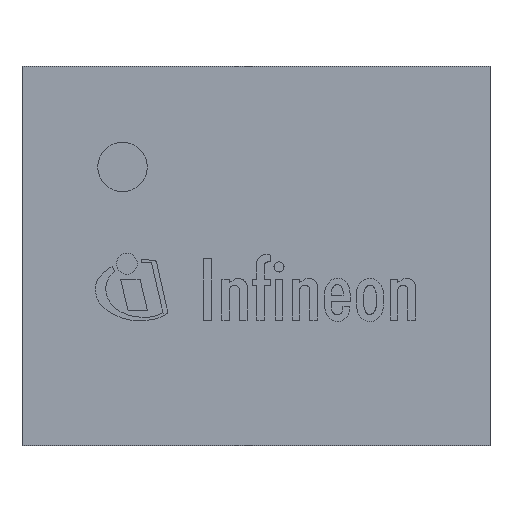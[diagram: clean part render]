
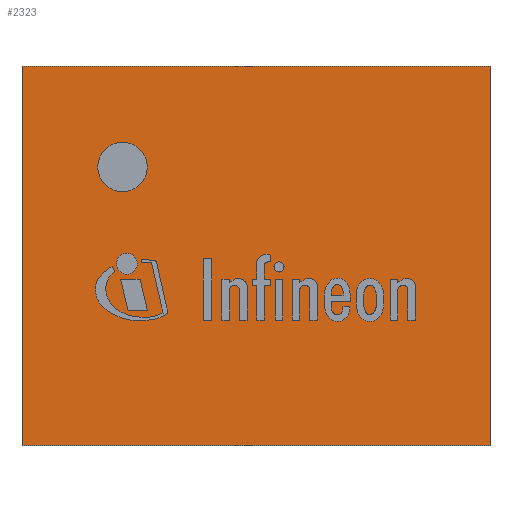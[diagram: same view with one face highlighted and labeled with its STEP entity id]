
A CAD part, top view. The second image highlights one B-rep face of the part: STEP entity #2323.
In plain terms, the highlighted planar face has unit normal (0, 0, 1).
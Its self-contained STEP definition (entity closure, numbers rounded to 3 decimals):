
#143=LINE('',#3276,#400);
#146=LINE('',#3282,#403);
#149=LINE('',#3288,#406);
#152=LINE('',#3292,#409);
#400=VECTOR('',#2685,1.);
#403=VECTOR('',#2690,1.);
#406=VECTOR('',#2695,1.);
#409=VECTOR('',#2700,1.);
#661=PLANE('',#2514);
#780=FACE_BOUND('',#957,.T.);
#795=FACE_OUTER_BOUND('',#956,.T.);
#956=EDGE_LOOP('',(#1699,#1700,#1701,#1702));
#957=EDGE_LOOP('',(#1703));
#1117=CIRCLE('',#2506,0.075);
#1141=VERTEX_POINT('',#3264);
#1145=VERTEX_POINT('',#3273);
#1146=VERTEX_POINT('',#3275);
#1148=VERTEX_POINT('',#3281);
#1150=VERTEX_POINT('',#3287);
#1359=EDGE_CURVE('',#1141,#1141,#1117,.T.);
#1363=EDGE_CURVE('',#1146,#1145,#143,.T.);
#1366=EDGE_CURVE('',#1148,#1146,#146,.T.);
#1369=EDGE_CURVE('',#1150,#1148,#149,.T.);
#1372=EDGE_CURVE('',#1145,#1150,#152,.T.);
#1699=ORIENTED_EDGE('',*,*,#1372,.T.);
#1700=ORIENTED_EDGE('',*,*,#1369,.T.);
#1701=ORIENTED_EDGE('',*,*,#1366,.T.);
#1702=ORIENTED_EDGE('',*,*,#1363,.T.);
#1703=ORIENTED_EDGE('',*,*,#1359,.T.);
#2323=ADVANCED_FACE('',(#795,#780),#661,.T.);
#2506=AXIS2_PLACEMENT_3D('',#3265,#2675,#2676);
#2514=AXIS2_PLACEMENT_3D('',#3294,#2703,#2704);
#2675=DIRECTION('center_axis',(0.,0.,-1.));
#2676=DIRECTION('ref_axis',(0.,1.,0.));
#2685=DIRECTION('',(1.,0.,0.));
#2690=DIRECTION('',(0.,-1.,0.));
#2695=DIRECTION('',(-1.,0.,0.));
#2700=DIRECTION('',(0.,1.,0.));
#2703=DIRECTION('center_axis',(0.,0.,1.));
#2704=DIRECTION('ref_axis',(0.,-1.,0.));
#3264=CARTESIAN_POINT('',(-0.405,0.195,0.415));
#3265=CARTESIAN_POINT('Origin',(-0.405,0.27,0.415));
#3273=CARTESIAN_POINT('',(0.71,-0.575,0.415));
#3275=CARTESIAN_POINT('',(-0.71,-0.575,0.415));
#3276=CARTESIAN_POINT('',(0.71,-0.575,0.415));
#3281=CARTESIAN_POINT('',(-0.71,0.575,0.415));
#3282=CARTESIAN_POINT('',(-0.71,-0.575,0.415));
#3287=CARTESIAN_POINT('',(0.71,0.575,0.415));
#3288=CARTESIAN_POINT('',(-0.71,0.575,0.415));
#3292=CARTESIAN_POINT('',(0.71,0.575,0.415));
#3294=CARTESIAN_POINT('Origin',(0.,0.,
0.415));
